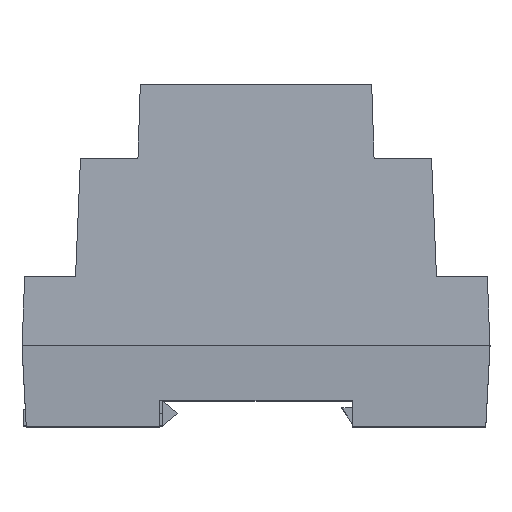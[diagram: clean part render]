
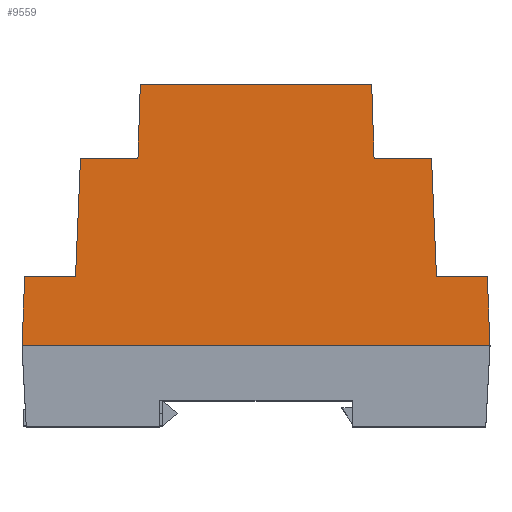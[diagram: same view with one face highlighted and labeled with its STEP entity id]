
A CAD part, top view. The second image highlights one B-rep face of the part: STEP entity #9559.
In plain terms, the highlighted free-form (B-spline) face has degree [1, 1] with [2, 2] control points.
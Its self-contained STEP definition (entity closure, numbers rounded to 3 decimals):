
#9559 = ADVANCED_FACE('',(#9560),#9574,.T.);
#9560 = FACE_BOUND('',#9561,.T.);
#9561 = EDGE_LOOP('',(#9562,#9584,#9599,#9614,#9629,#9644,#9659,#9674,
    #9689,#9704,#9719,#9734));
#9562 = ORIENTED_EDGE('',*,*,#9563,.T.);
#9563 = EDGE_CURVE('',#9564,#9566,#9568,.T.);
#9564 = VERTEX_POINT('',#9565);
#9565 = CARTESIAN_POINT('',(-44.1,3.1,34.608));
#9566 = VERTEX_POINT('',#9567);
#9567 = CARTESIAN_POINT('',(-44.575,-10.,34.951));
#9568 = SURFACE_CURVE('',#9569,(#9573),.PCURVE_S1.);
#9569 = LINE('',#9570,#9571);
#9570 = CARTESIAN_POINT('',(-44.1,3.1,34.608));
#9571 = VECTOR('',#9572,1.);
#9572 = DIRECTION('',(-0.036,-0.999,
    0.026));
#9573 = PCURVE('',#9574,#9579);
#9574 = B_SPLINE_SURFACE_WITH_KNOTS('',1,1,(
    (#9575,#9576)
    ,(#9577,#9578
    )),.UNSPECIFIED.,.F.,.F.,.F.,(2,2),(2,2),(0.,1.),(0.,1.),
  .PIECEWISE_BEZIER_KNOTS.);
#9575 = CARTESIAN_POINT('',(-44.575,39.7,33.65));
#9576 = CARTESIAN_POINT('',(44.575,39.7,33.65));
#9577 = CARTESIAN_POINT('',(-44.575,-10.,34.951));
#9578 = CARTESIAN_POINT('',(44.575,-10.,34.951));
#9579 = DEFINITIONAL_REPRESENTATION('',(#9580),#9583);
#9580 = B_SPLINE_CURVE_WITH_KNOTS('',1,(#9581,#9582),.UNSPECIFIED.,.F.,
  .F.,(2,2),(0.,13.113),.PIECEWISE_BEZIER_KNOTS.);
#9581 = CARTESIAN_POINT('',(0.736,0.005));
#9582 = CARTESIAN_POINT('',(1.,0.));
#9583 = ( GEOMETRIC_REPRESENTATION_CONTEXT(2) 
PARAMETRIC_REPRESENTATION_CONTEXT() REPRESENTATION_CONTEXT('2D SPACE',''
  ) );
#9584 = ORIENTED_EDGE('',*,*,#9585,.T.);
#9585 = EDGE_CURVE('',#9566,#9586,#9588,.T.);
#9586 = VERTEX_POINT('',#9587);
#9587 = CARTESIAN_POINT('',(44.575,-10.,34.951));
#9588 = SURFACE_CURVE('',#9589,(#9593),.PCURVE_S1.);
#9589 = LINE('',#9590,#9591);
#9590 = CARTESIAN_POINT('',(-44.575,-10.,34.951));
#9591 = VECTOR('',#9592,1.);
#9592 = DIRECTION('',(1.,0.,0.));
#9593 = PCURVE('',#9574,#9594);
#9594 = DEFINITIONAL_REPRESENTATION('',(#9595),#9598);
#9595 = B_SPLINE_CURVE_WITH_KNOTS('',1,(#9596,#9597),.UNSPECIFIED.,.F.,
  .F.,(2,2),(0.,89.15),.PIECEWISE_BEZIER_KNOTS.);
#9596 = CARTESIAN_POINT('',(1.,0.));
#9597 = CARTESIAN_POINT('',(1.,1.));
#9598 = ( GEOMETRIC_REPRESENTATION_CONTEXT(2) 
PARAMETRIC_REPRESENTATION_CONTEXT() REPRESENTATION_CONTEXT('2D SPACE',''
  ) );
#9599 = ORIENTED_EDGE('',*,*,#9600,.T.);
#9600 = EDGE_CURVE('',#9586,#9601,#9603,.T.);
#9601 = VERTEX_POINT('',#9602);
#9602 = CARTESIAN_POINT('',(44.1,3.1,34.608));
#9603 = SURFACE_CURVE('',#9604,(#9608),.PCURVE_S1.);
#9604 = LINE('',#9605,#9606);
#9605 = CARTESIAN_POINT('',(44.575,-10.,34.951));
#9606 = VECTOR('',#9607,1.);
#9607 = DIRECTION('',(-0.036,0.999,
    -0.026));
#9608 = PCURVE('',#9574,#9609);
#9609 = DEFINITIONAL_REPRESENTATION('',(#9610),#9613);
#9610 = B_SPLINE_CURVE_WITH_KNOTS('',1,(#9611,#9612),.UNSPECIFIED.,.F.,
  .F.,(2,2),(0.,13.113),.PIECEWISE_BEZIER_KNOTS.);
#9611 = CARTESIAN_POINT('',(1.,1.));
#9612 = CARTESIAN_POINT('',(0.736,0.995));
#9613 = ( GEOMETRIC_REPRESENTATION_CONTEXT(2) 
PARAMETRIC_REPRESENTATION_CONTEXT() REPRESENTATION_CONTEXT('2D SPACE',''
  ) );
#9614 = ORIENTED_EDGE('',*,*,#9615,.T.);
#9615 = EDGE_CURVE('',#9601,#9616,#9618,.T.);
#9616 = VERTEX_POINT('',#9617);
#9617 = CARTESIAN_POINT('',(34.4,3.1,34.608));
#9618 = SURFACE_CURVE('',#9619,(#9623),.PCURVE_S1.);
#9619 = LINE('',#9620,#9621);
#9620 = CARTESIAN_POINT('',(44.1,3.1,34.608));
#9621 = VECTOR('',#9622,1.);
#9622 = DIRECTION('',(-1.,0.,0.));
#9623 = PCURVE('',#9574,#9624);
#9624 = DEFINITIONAL_REPRESENTATION('',(#9625),#9628);
#9625 = B_SPLINE_CURVE_WITH_KNOTS('',1,(#9626,#9627),.UNSPECIFIED.,.F.,
  .F.,(2,2),(0.,9.7),.PIECEWISE_BEZIER_KNOTS.);
#9626 = CARTESIAN_POINT('',(0.736,0.995));
#9627 = CARTESIAN_POINT('',(0.736,0.886));
#9628 = ( GEOMETRIC_REPRESENTATION_CONTEXT(2) 
PARAMETRIC_REPRESENTATION_CONTEXT() REPRESENTATION_CONTEXT('2D SPACE',''
  ) );
#9629 = ORIENTED_EDGE('',*,*,#9630,.T.);
#9630 = EDGE_CURVE('',#9616,#9631,#9633,.T.);
#9631 = VERTEX_POINT('',#9632);
#9632 = CARTESIAN_POINT('',(33.45,25.7,34.017));
#9633 = SURFACE_CURVE('',#9634,(#9638),.PCURVE_S1.);
#9634 = LINE('',#9635,#9636);
#9635 = CARTESIAN_POINT('',(34.4,3.1,34.608));
#9636 = VECTOR('',#9637,1.);
#9637 = DIRECTION('',(-0.042,0.999,
    -0.026));
#9638 = PCURVE('',#9574,#9639);
#9639 = DEFINITIONAL_REPRESENTATION('',(#9640),#9643);
#9640 = B_SPLINE_CURVE_WITH_KNOTS('',1,(#9641,#9642),.UNSPECIFIED.,.F.,
  .F.,(2,2),(0.,22.628),.PIECEWISE_BEZIER_KNOTS.);
#9641 = CARTESIAN_POINT('',(0.736,0.886));
#9642 = CARTESIAN_POINT('',(0.282,0.875));
#9643 = ( GEOMETRIC_REPRESENTATION_CONTEXT(2) 
PARAMETRIC_REPRESENTATION_CONTEXT() REPRESENTATION_CONTEXT('2D SPACE',''
  ) );
#9644 = ORIENTED_EDGE('',*,*,#9645,.T.);
#9645 = EDGE_CURVE('',#9631,#9646,#9648,.T.);
#9646 = VERTEX_POINT('',#9647);
#9647 = CARTESIAN_POINT('',(22.5,25.7,34.017));
#9648 = SURFACE_CURVE('',#9649,(#9653),.PCURVE_S1.);
#9649 = LINE('',#9650,#9651);
#9650 = CARTESIAN_POINT('',(33.45,25.7,34.017));
#9651 = VECTOR('',#9652,1.);
#9652 = DIRECTION('',(-1.,0.,0.));
#9653 = PCURVE('',#9574,#9654);
#9654 = DEFINITIONAL_REPRESENTATION('',(#9655),#9658);
#9655 = B_SPLINE_CURVE_WITH_KNOTS('',1,(#9656,#9657),.UNSPECIFIED.,.F.,
  .F.,(2,2),(0.,10.95),.PIECEWISE_BEZIER_KNOTS.);
#9656 = CARTESIAN_POINT('',(0.282,0.875));
#9657 = CARTESIAN_POINT('',(0.282,0.752));
#9658 = ( GEOMETRIC_REPRESENTATION_CONTEXT(2) 
PARAMETRIC_REPRESENTATION_CONTEXT() REPRESENTATION_CONTEXT('2D SPACE',''
  ) );
#9659 = ORIENTED_EDGE('',*,*,#9660,.T.);
#9660 = EDGE_CURVE('',#9646,#9661,#9663,.T.);
#9661 = VERTEX_POINT('',#9662);
#9662 = CARTESIAN_POINT('',(22.05,39.7,33.65));
#9663 = SURFACE_CURVE('',#9664,(#9668),.PCURVE_S1.);
#9664 = LINE('',#9665,#9666);
#9665 = CARTESIAN_POINT('',(22.5,25.7,34.017));
#9666 = VECTOR('',#9667,1.);
#9667 = DIRECTION('',(-0.032,0.999,
    -0.026));
#9668 = PCURVE('',#9574,#9669);
#9669 = DEFINITIONAL_REPRESENTATION('',(#9670),#9673);
#9670 = B_SPLINE_CURVE_WITH_KNOTS('',1,(#9671,#9672),.UNSPECIFIED.,.F.,
  .F.,(2,2),(0.,14.012),.PIECEWISE_BEZIER_KNOTS.);
#9671 = CARTESIAN_POINT('',(0.282,0.752));
#9672 = CARTESIAN_POINT('',(0.,0.747));
#9673 = ( GEOMETRIC_REPRESENTATION_CONTEXT(2) 
PARAMETRIC_REPRESENTATION_CONTEXT() REPRESENTATION_CONTEXT('2D SPACE',''
  ) );
#9674 = ORIENTED_EDGE('',*,*,#9675,.T.);
#9675 = EDGE_CURVE('',#9661,#9676,#9678,.T.);
#9676 = VERTEX_POINT('',#9677);
#9677 = CARTESIAN_POINT('',(-22.05,39.7,33.65));
#9678 = SURFACE_CURVE('',#9679,(#9683),.PCURVE_S1.);
#9679 = LINE('',#9680,#9681);
#9680 = CARTESIAN_POINT('',(22.05,39.7,33.65));
#9681 = VECTOR('',#9682,1.);
#9682 = DIRECTION('',(-1.,0.,0.));
#9683 = PCURVE('',#9574,#9684);
#9684 = DEFINITIONAL_REPRESENTATION('',(#9685),#9688);
#9685 = B_SPLINE_CURVE_WITH_KNOTS('',1,(#9686,#9687),.UNSPECIFIED.,.F.,
  .F.,(2,2),(0.,44.1),.PIECEWISE_BEZIER_KNOTS.);
#9686 = CARTESIAN_POINT('',(0.,0.747));
#9687 = CARTESIAN_POINT('',(0.,0.253));
#9688 = ( GEOMETRIC_REPRESENTATION_CONTEXT(2) 
PARAMETRIC_REPRESENTATION_CONTEXT() REPRESENTATION_CONTEXT('2D SPACE',''
  ) );
#9689 = ORIENTED_EDGE('',*,*,#9690,.T.);
#9690 = EDGE_CURVE('',#9676,#9691,#9693,.T.);
#9691 = VERTEX_POINT('',#9692);
#9692 = CARTESIAN_POINT('',(-22.5,25.7,34.017));
#9693 = SURFACE_CURVE('',#9694,(#9698),.PCURVE_S1.);
#9694 = LINE('',#9695,#9696);
#9695 = CARTESIAN_POINT('',(-22.05,39.7,33.65));
#9696 = VECTOR('',#9697,1.);
#9697 = DIRECTION('',(-0.032,-0.999,
    0.026));
#9698 = PCURVE('',#9574,#9699);
#9699 = DEFINITIONAL_REPRESENTATION('',(#9700),#9703);
#9700 = B_SPLINE_CURVE_WITH_KNOTS('',1,(#9701,#9702),.UNSPECIFIED.,.F.,
  .F.,(2,2),(0.,14.012),.PIECEWISE_BEZIER_KNOTS.);
#9701 = CARTESIAN_POINT('',(0.,0.253));
#9702 = CARTESIAN_POINT('',(0.282,0.248));
#9703 = ( GEOMETRIC_REPRESENTATION_CONTEXT(2) 
PARAMETRIC_REPRESENTATION_CONTEXT() REPRESENTATION_CONTEXT('2D SPACE',''
  ) );
#9704 = ORIENTED_EDGE('',*,*,#9705,.T.);
#9705 = EDGE_CURVE('',#9691,#9706,#9708,.T.);
#9706 = VERTEX_POINT('',#9707);
#9707 = CARTESIAN_POINT('',(-33.45,25.7,34.017));
#9708 = SURFACE_CURVE('',#9709,(#9713),.PCURVE_S1.);
#9709 = LINE('',#9710,#9711);
#9710 = CARTESIAN_POINT('',(-22.5,25.7,34.017));
#9711 = VECTOR('',#9712,1.);
#9712 = DIRECTION('',(-1.,0.,0.));
#9713 = PCURVE('',#9574,#9714);
#9714 = DEFINITIONAL_REPRESENTATION('',(#9715),#9718);
#9715 = B_SPLINE_CURVE_WITH_KNOTS('',1,(#9716,#9717),.UNSPECIFIED.,.F.,
  .F.,(2,2),(0.,10.95),.PIECEWISE_BEZIER_KNOTS.);
#9716 = CARTESIAN_POINT('',(0.282,0.248));
#9717 = CARTESIAN_POINT('',(0.282,0.125));
#9718 = ( GEOMETRIC_REPRESENTATION_CONTEXT(2) 
PARAMETRIC_REPRESENTATION_CONTEXT() REPRESENTATION_CONTEXT('2D SPACE',''
  ) );
#9719 = ORIENTED_EDGE('',*,*,#9720,.T.);
#9720 = EDGE_CURVE('',#9706,#9721,#9723,.T.);
#9721 = VERTEX_POINT('',#9722);
#9722 = CARTESIAN_POINT('',(-34.4,3.1,34.608));
#9723 = SURFACE_CURVE('',#9724,(#9728),.PCURVE_S1.);
#9724 = LINE('',#9725,#9726);
#9725 = CARTESIAN_POINT('',(-33.45,25.7,34.017));
#9726 = VECTOR('',#9727,1.);
#9727 = DIRECTION('',(-0.042,-0.999,
    0.026));
#9728 = PCURVE('',#9574,#9729);
#9729 = DEFINITIONAL_REPRESENTATION('',(#9730),#9733);
#9730 = B_SPLINE_CURVE_WITH_KNOTS('',1,(#9731,#9732),.UNSPECIFIED.,.F.,
  .F.,(2,2),(0.,22.628),.PIECEWISE_BEZIER_KNOTS.);
#9731 = CARTESIAN_POINT('',(0.282,0.125));
#9732 = CARTESIAN_POINT('',(0.736,0.114));
#9733 = ( GEOMETRIC_REPRESENTATION_CONTEXT(2) 
PARAMETRIC_REPRESENTATION_CONTEXT() REPRESENTATION_CONTEXT('2D SPACE',''
  ) );
#9734 = ORIENTED_EDGE('',*,*,#9735,.T.);
#9735 = EDGE_CURVE('',#9721,#9564,#9736,.T.);
#9736 = SURFACE_CURVE('',#9737,(#9741),.PCURVE_S1.);
#9737 = LINE('',#9738,#9739);
#9738 = CARTESIAN_POINT('',(-34.4,3.1,34.608));
#9739 = VECTOR('',#9740,1.);
#9740 = DIRECTION('',(-1.,0.,0.));
#9741 = PCURVE('',#9574,#9742);
#9742 = DEFINITIONAL_REPRESENTATION('',(#9743),#9746);
#9743 = B_SPLINE_CURVE_WITH_KNOTS('',1,(#9744,#9745),.UNSPECIFIED.,.F.,
  .F.,(2,2),(0.,9.7),.PIECEWISE_BEZIER_KNOTS.);
#9744 = CARTESIAN_POINT('',(0.736,0.114));
#9745 = CARTESIAN_POINT('',(0.736,0.005));
#9746 = ( GEOMETRIC_REPRESENTATION_CONTEXT(2) 
PARAMETRIC_REPRESENTATION_CONTEXT() REPRESENTATION_CONTEXT('2D SPACE',''
  ) );
